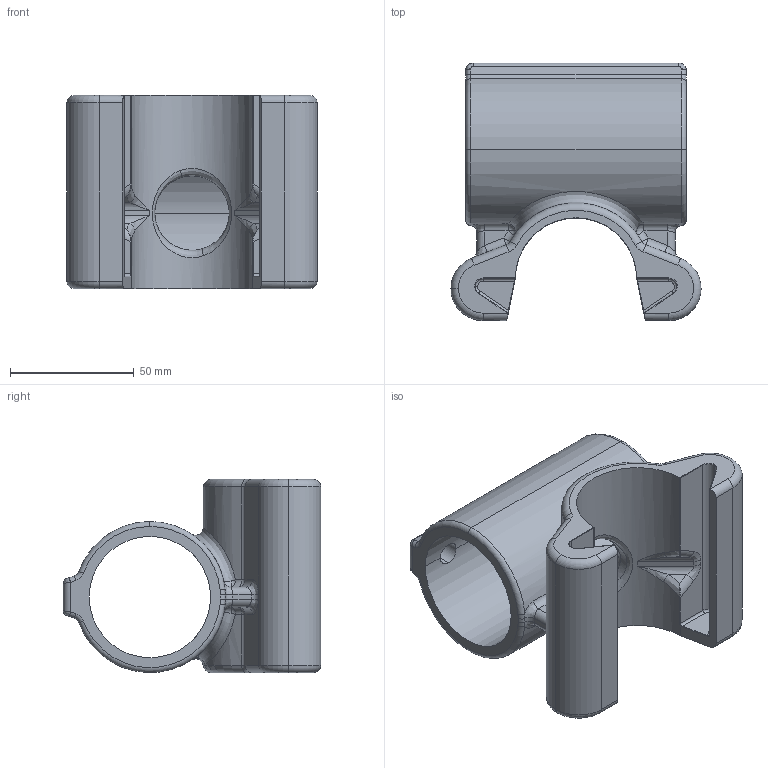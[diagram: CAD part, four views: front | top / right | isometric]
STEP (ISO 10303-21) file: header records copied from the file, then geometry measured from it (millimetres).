
FILE_DESCRIPTION (( 'STEP AP203' ), '1' );
FILE_NAME ('T194014S.STEP', '2018-07-10T15:17:49', ( '' ), ( '' ), 'SwSTEP 2.0', 'SolidWorks 2016', '' );
FILE_SCHEMA (( 'CONFIG_CONTROL_DESIGN' ));
Length unit declared in the file: millimetre
Products named in the file (1): T194014S
Bounding box: 101 x 104 x 78 mm (x, y, z)
Volume: 193485.3 mm3; surface area: 57734.4 mm2
Topology: 1 solids, 1 shells, 214 faces, 519 edges, 296 vertices
Faces by surface type: cylinder 85, bspline 52, torus 36, plane 31, sphere 10
Entity records: 9300 total; most frequent: CARTESIAN_POINT 4651, ORIENTED_EDGE 1022, DIRECTION 924, EDGE_CURVE 511, AXIS2_PLACEMENT_3D 384, VERTEX_POINT 296, CIRCLE 221, EDGE_LOOP 219
